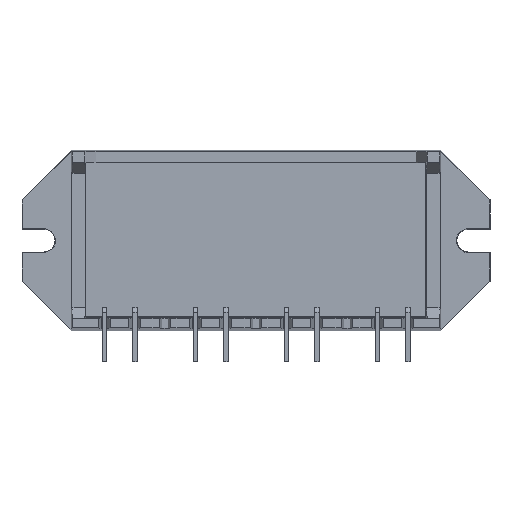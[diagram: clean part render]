
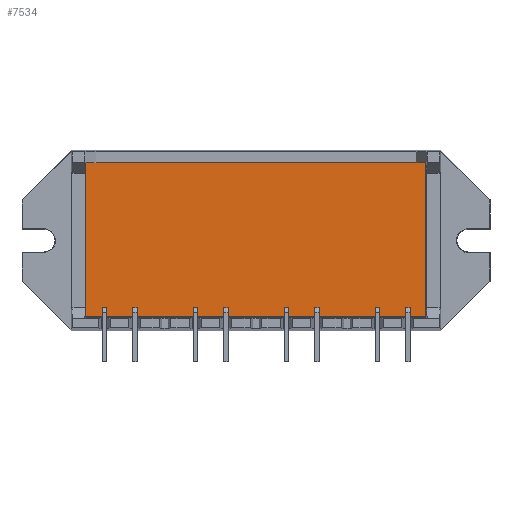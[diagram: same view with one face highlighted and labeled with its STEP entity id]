
A CAD part, top view. The second image highlights one B-rep face of the part: STEP entity #7534.
In plain terms, the highlighted planar face has unit normal (0, 0, 1).
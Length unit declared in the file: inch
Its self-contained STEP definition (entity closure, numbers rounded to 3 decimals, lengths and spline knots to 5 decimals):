
#3762 = FACE_OUTER_BOUND ( 'NONE', #7574, .T. ) ;
#3778 = PLANE ( 'NONE',  #3786 ) ;
#3783 = CARTESIAN_POINT ( 'NONE',  ( -0.97538, 0.59549, 0.31284 ) ) ;
#3786 = AXIS2_PLACEMENT_3D ( 'NONE', #3803, #3852, #3851 ) ;
#3803 = CARTESIAN_POINT ( 'NONE',  ( -0.97538, 0.59549, 0.31284 ) ) ;
#3804 = CARTESIAN_POINT ( 'NONE',  ( 1.26523, 0.59549, 0.31284 ) ) ;
#3846 = DIRECTION ( 'NONE',  ( 0., -1., 0. ) ) ;
#3847 = VECTOR ( 'NONE', #3846, 39.37008 ) ;
#3848 = CARTESIAN_POINT ( 'NONE',  ( -0.97538, 0.08819, 0.31284 ) ) ;
#3849 = LINE ( 'NONE', #3848, #3847 ) ;
#3851 = DIRECTION ( 'NONE',  ( 0., -1., 0. ) ) ;
#3852 = DIRECTION ( 'NONE',  ( 0., 0., 1. ) ) ;
#3977 = DIRECTION ( 'NONE',  ( 0., 1., 0. ) ) ;
#3978 = VECTOR ( 'NONE', #3977, 39.37008 ) ;
#3980 = CARTESIAN_POINT ( 'NONE',  ( 1.26523, -0.41912, 0.31284 ) ) ;
#3985 = CARTESIAN_POINT ( 'NONE',  ( 1.26523, 0.08819, 0.31284 ) ) ;
#3986 = LINE ( 'NONE', #3985, #3978 ) ;
#4042 = DIRECTION ( 'NONE',  ( -1., 0., 0. ) ) ;
#4043 = VECTOR ( 'NONE', #4042, 39.37008 ) ;
#4044 = CARTESIAN_POINT ( 'NONE',  ( 0.14492, 0.59549, 0.31284 ) ) ;
#4045 = LINE ( 'NONE', #4044, #4043 ) ;
#4181 = DIRECTION ( 'NONE',  ( 1., 0., 0. ) ) ;
#4183 = CARTESIAN_POINT ( 'NONE',  ( -0.97538, -0.41912, 0.31284 ) ) ;
#4198 = VECTOR ( 'NONE', #4181, 39.37008 ) ;
#4199 = CARTESIAN_POINT ( 'NONE',  ( 0.14492, -0.41912, 0.31284 ) ) ;
#4200 = LINE ( 'NONE', #4199, #4198 ) ;
#7534 = ADVANCED_FACE ( 'NONE', ( #3762 ), #3778, .T. ) ;
#7535 = VERTEX_POINT ( 'NONE', #3804 ) ;
#7536 = VERTEX_POINT ( 'NONE', #3783 ) ;
#7537 = ORIENTED_EDGE ( 'NONE', *, *, #7539, .T. ) ;
#7538 = ORIENTED_EDGE ( 'NONE', *, *, #7629, .T. ) ;
#7539 = EDGE_CURVE ( 'NONE', #7536, #7689, #3849, .T. ) ;
#7574 = EDGE_LOOP ( 'NONE', ( #7609, #7538, #7537, #7688 ) ) ;
#7597 = EDGE_CURVE ( 'NONE', #7598, #7535, #3986, .T. ) ;
#7598 = VERTEX_POINT ( 'NONE', #3980 ) ;
#7609 = ORIENTED_EDGE ( 'NONE', *, *, #7597, .T. ) ;
#7629 = EDGE_CURVE ( 'NONE', #7535, #7536, #4045, .T. ) ;
#7685 = EDGE_CURVE ( 'NONE', #7689, #7598, #4200, .T. ) ;
#7688 = ORIENTED_EDGE ( 'NONE', *, *, #7685, .T. ) ;
#7689 = VERTEX_POINT ( 'NONE', #4183 ) ;
